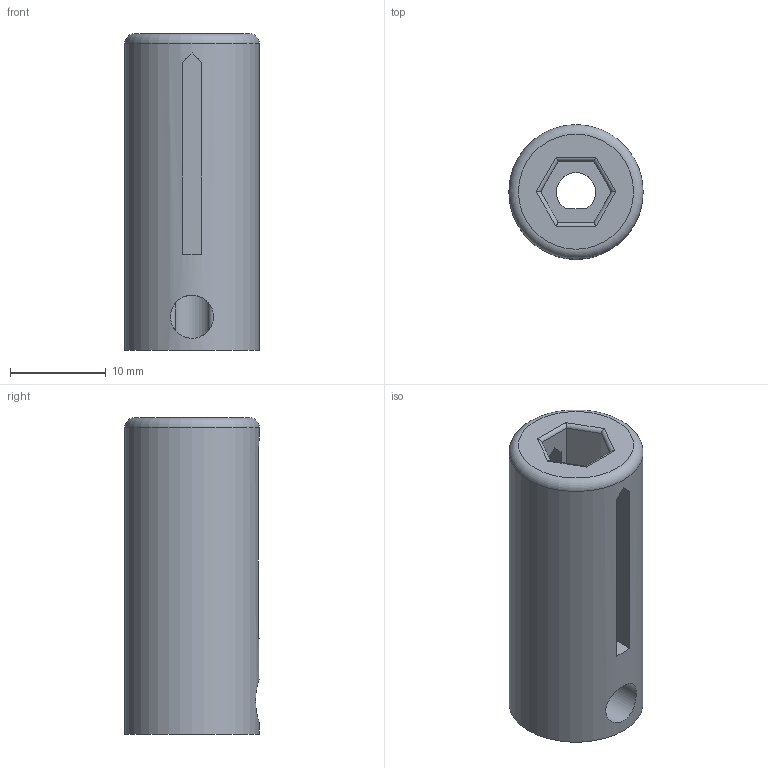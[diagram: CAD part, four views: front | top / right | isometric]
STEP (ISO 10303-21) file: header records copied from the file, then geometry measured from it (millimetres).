
FILE_DESCRIPTION(/* description */ (''),/* implementation_level */ '2;1');
FILE_NAME(/* name */ '59 - motor shaft coupler.stp',/* time_stamp */ '2023-01-17T11:03:52+01:00',/* author */ ('JN'),/* organization */ (''),/* preprocessor_version */ 'ST-DEVELOPER v18.1',/* originating_system */ 'Autodesk Inventor 2022',/* authorisation */ '');
FILE_SCHEMA (('AUTOMOTIVE_DESIGN { 1 0 10303 214 3 1 1 }'));
Length unit declared in the file: millimetre
Products named in the file (1): Hülse
Bounding box: 14 x 14 x 33 mm (x, y, z)
Volume: 3695.2 mm3; surface area: 2659.4 mm2
Topology: 1 solids, 1 shells, 36 faces, 93 edges, 60 vertices
Faces by surface type: plane 24, cylinder 11, torus 1
Full cylindrical faces by diameter (mm): 4.5 x1, 14 x1
Entity records: 1252 total; most frequent: CARTESIAN_POINT 320, ORIENTED_EDGE 186, DIRECTION 177, EDGE_CURVE 93, LINE 63, VECTOR 63, VERTEX_POINT 60, AXIS2_PLACEMENT_3D 57
